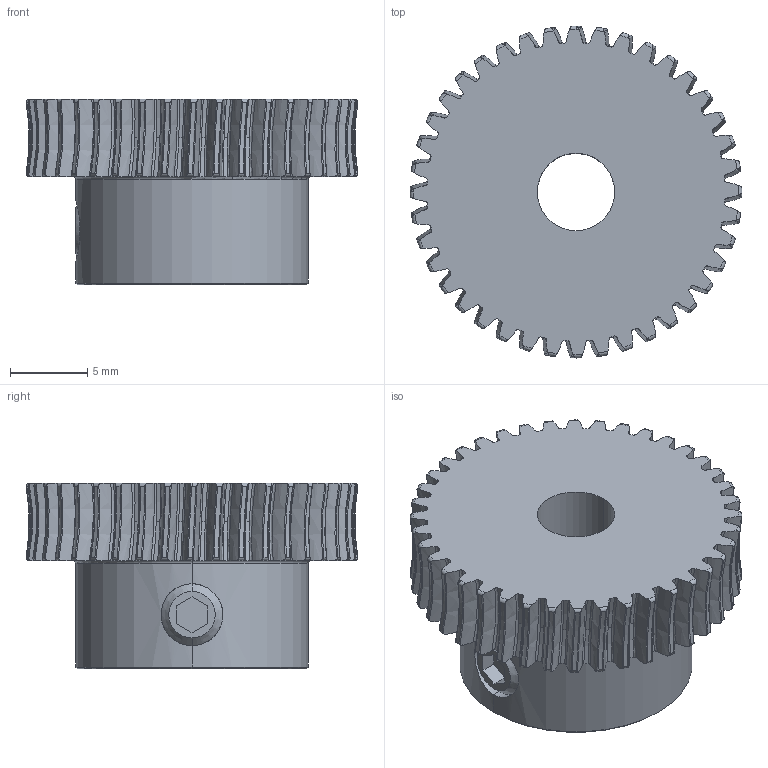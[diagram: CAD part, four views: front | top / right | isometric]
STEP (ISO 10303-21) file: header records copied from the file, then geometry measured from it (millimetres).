
FILE_DESCRIPTION (( 'STEP AP203' ), '1' );
FILE_NAME ('57545K738_Metal Worm Gear.STEP', '2026-01-15T00:56:03', ( 'McMaster Carr Supply' ), ( 'McMaster Carr Supply' ), 'SwSTEP 2.0', 'SolidWorks 2024', '' );
FILE_SCHEMA (( 'CONFIG_CONTROL_DESIGN' ));
Length unit declared in the file: inch
Products named in the file (1): 57545K738_Metal Worm Gear
Bounding box: 21.42 x 21.42 x 12 mm (x, y, z)
Volume: 2575.8 mm3; surface area: 1866.4 mm2
Topology: 2 solids, 2 shells, 474 faces, 1404 edges, 934 vertices
Faces by surface type: bspline 280, torus 166, plane 12, cylinder 8, cone 8
Entity records: 31251 total; most frequent: CARTESIAN_POINT 21345, ORIENTED_EDGE 2808, EDGE_CURVE 1404, B_SPLINE_CURVE_WITH_KNOTS 1130, VERTEX_POINT 934, DIRECTION 898, EDGE_LOOP 478, ADVANCED_FACE 474
